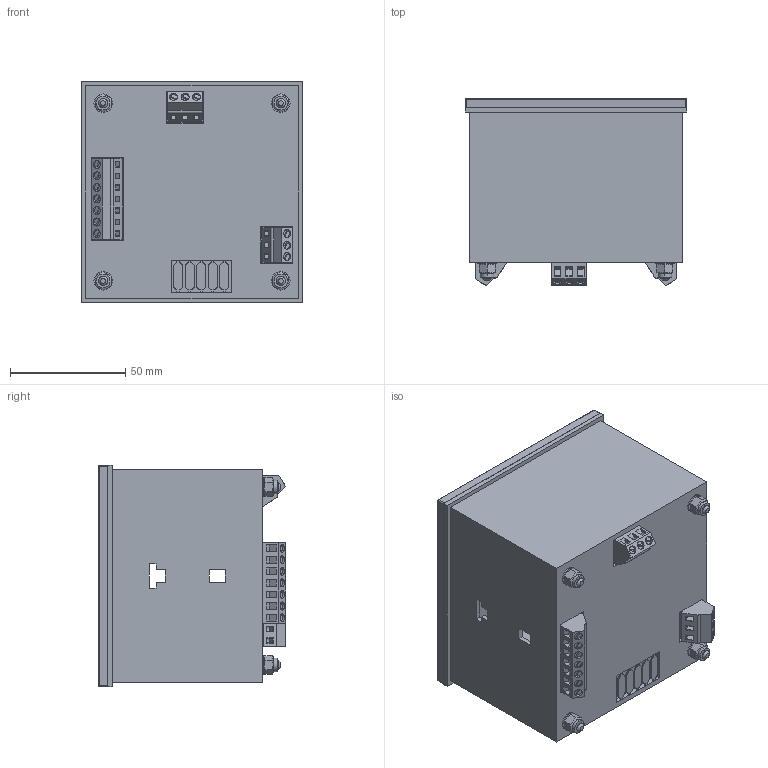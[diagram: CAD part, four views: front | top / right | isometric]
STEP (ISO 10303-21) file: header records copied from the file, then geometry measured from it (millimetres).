
FILE_DESCRIPTION(('TFLEX Exchange Step'),'2;1');
FILE_NAME('3D-модель прибора 10K7-A.stp', '2020-10-19T15:09:22+05:00',('Алексей'),('Unknown organisation'),'TFLEX Exchange 2019.1','T-FLEX CAD','Unknown authorisation');
FILE_SCHEMA( ('AUTOMOTIVE_DESIGN { 1 0 10303 214 1 1 1 1 }') );
Length unit declared in the file: millimetre
Products named in the file (13): Клемма кр:3; Клемма кр; Клемма:3; Клемма; Клемма:7; <Гайки стопорные>Гайка ГОСТ Р 50273-92; <Шайбы>Шайба ГОСТ 10450-78; <Шпильки>Шпилька ГОСТ 22038-76; Этикетка; Корпус А:5; Корпус А; _10K7-A
Assembly tree (35 placements, depth 3):
  _10K7-A
    Клемма кр
      Клемма кр:3  x3
    Клемма
      Клемма:3  x3
    Клемма
      Клемма:7  x7
    <Гайки стопорные>Гайка ГОСТ Р 50273-92  x4
    <Шайбы>Шайба ГОСТ 10450-78  x4
    <Шпильки>Шпилька ГОСТ 22038-76  x4
    Этикетка
    Корпус А
      Корпус А:5  x5
Bounding box: 96 x 81.13 x 96 mm (x, y, z)
Volume: 111385.6 mm3; surface area: 127498 mm2
Topology: 93 solids, 93 shells, 1437 faces, 3576 edges, 2348 vertices
Faces by surface type: plane 1036, bspline 236, cylinder 133, cone 28, sphere 4
Full cylindrical faces by diameter (mm): 3.242 x4, 3.5 x26
Entity records: 38362 total; most frequent: CARTESIAN_POINT 9506, ORIENTED_EDGE 6200, DIRECTION 4951, EDGE_CURVE 3100, VECTOR 2359, LINE 2359, VERTEX_POINT 2043, EDGE_LOOP 1391
